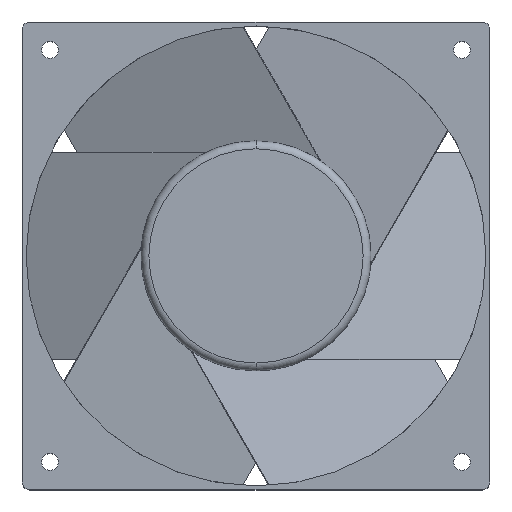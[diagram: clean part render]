
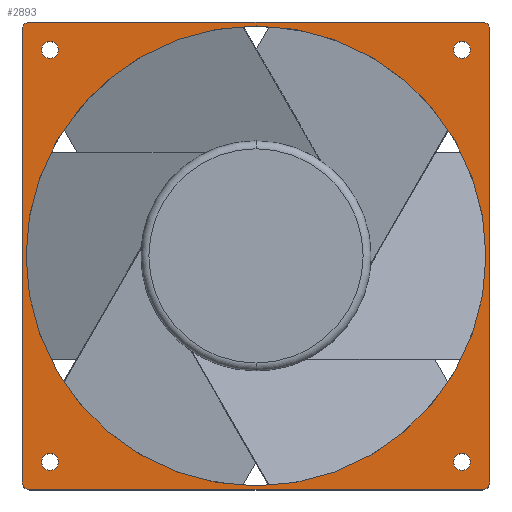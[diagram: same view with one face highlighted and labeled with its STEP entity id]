
A CAD part, top view. The second image highlights one B-rep face of the part: STEP entity #2893.
In plain terms, the highlighted planar face has unit normal (0, 0, 1).
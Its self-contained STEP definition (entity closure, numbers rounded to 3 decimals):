
#1010=DIRECTION('',(0.,-1.,0.));
#1011=VECTOR('',#1010,115.);
#1012=CARTESIAN_POINT('',(59.5,57.5,25.4));
#1013=LINE('',#1012,#1011);
#1014=CARTESIAN_POINT('',(57.5,-57.5,25.4));
#1015=DIRECTION('',(0.,0.,1.));
#1016=DIRECTION('',(0.,-1.,0.));
#1017=AXIS2_PLACEMENT_3D('',#1014,#1015,#1016);
#1019=DIRECTION('',(-1.,0.,0.));
#1020=VECTOR('',#1019,115.);
#1021=CARTESIAN_POINT('',(57.5,-59.5,25.4));
#1022=LINE('',#1021,#1020);
#1023=CARTESIAN_POINT('',(-57.5,-57.5,25.4));
#1024=DIRECTION('',(0.,0.,1.));
#1025=DIRECTION('',(-1.,0.,0.));
#1026=AXIS2_PLACEMENT_3D('',#1023,#1024,#1025);
#1028=DIRECTION('',(0.,1.,0.));
#1029=VECTOR('',#1028,115.);
#1030=CARTESIAN_POINT('',(-59.5,-57.5,25.4));
#1031=LINE('',#1030,#1029);
#1032=CARTESIAN_POINT('',(-57.5,57.5,25.4));
#1033=DIRECTION('',(0.,0.,1.));
#1034=DIRECTION('',(0.,1.,0.));
#1035=AXIS2_PLACEMENT_3D('',#1032,#1033,#1034);
#1037=DIRECTION('',(1.,0.,0.));
#1038=VECTOR('',#1037,115.);
#1039=CARTESIAN_POINT('',(-57.5,59.5,25.4));
#1040=LINE('',#1039,#1038);
#1041=CARTESIAN_POINT('',(57.5,57.5,25.4));
#1042=DIRECTION('',(0.,0.,1.));
#1043=DIRECTION('',(1.,0.,0.));
#1044=AXIS2_PLACEMENT_3D('',#1041,#1042,#1043);
#1046=CARTESIAN_POINT('',(0.,0.,25.4));
#1047=DIRECTION('',(0.,0.,-1.));
#1048=DIRECTION('',(1.,0.,0.));
#1049=AXIS2_PLACEMENT_3D('',#1046,#1047,#1048);
#1051=CARTESIAN_POINT('',(0.,0.,25.4));
#1052=DIRECTION('',(0.,0.,-1.));
#1053=DIRECTION('',(-1.,0.,0.));
#1054=AXIS2_PLACEMENT_3D('',#1051,#1052,#1053);
#1056=CARTESIAN_POINT('',(52.4,52.4,25.4));
#1057=DIRECTION('',(0.,0.,-1.));
#1058=DIRECTION('',(-1.,0.,0.));
#1059=AXIS2_PLACEMENT_3D('',#1056,#1057,#1058);
#1061=CARTESIAN_POINT('',(52.4,52.4,25.4));
#1062=DIRECTION('',(0.,0.,-1.));
#1063=DIRECTION('',(1.,0.,0.));
#1064=AXIS2_PLACEMENT_3D('',#1061,#1062,#1063);
#1066=CARTESIAN_POINT('',(-52.4,52.4,25.4));
#1067=DIRECTION('',(0.,0.,-1.));
#1068=DIRECTION('',(-1.,0.,0.));
#1069=AXIS2_PLACEMENT_3D('',#1066,#1067,#1068);
#1071=CARTESIAN_POINT('',(-52.4,52.4,25.4));
#1072=DIRECTION('',(0.,0.,-1.));
#1073=DIRECTION('',(1.,0.,0.));
#1074=AXIS2_PLACEMENT_3D('',#1071,#1072,#1073);
#1076=CARTESIAN_POINT('',(52.4,-52.4,25.4));
#1077=DIRECTION('',(0.,0.,-1.));
#1078=DIRECTION('',(-1.,0.,0.));
#1079=AXIS2_PLACEMENT_3D('',#1076,#1077,#1078);
#1081=CARTESIAN_POINT('',(52.4,-52.4,25.4));
#1082=DIRECTION('',(0.,0.,-1.));
#1083=DIRECTION('',(1.,0.,0.));
#1084=AXIS2_PLACEMENT_3D('',#1081,#1082,#1083);
#1086=CARTESIAN_POINT('',(-52.4,-52.4,25.4));
#1087=DIRECTION('',(0.,0.,-1.));
#1088=DIRECTION('',(-1.,0.,0.));
#1089=AXIS2_PLACEMENT_3D('',#1086,#1087,#1088);
#1091=CARTESIAN_POINT('',(-52.4,-52.4,25.4));
#1092=DIRECTION('',(0.,0.,-1.));
#1093=DIRECTION('',(1.,0.,0.));
#1094=AXIS2_PLACEMENT_3D('',#1091,#1092,#1093);
#1564=CARTESIAN_POINT('',(-57.5,59.5,25.4));
#1565=CARTESIAN_POINT('',(-59.5,57.5,25.4));
#1566=VERTEX_POINT('',#1564);
#1567=VERTEX_POINT('',#1565);
#1568=CARTESIAN_POINT('',(-59.5,-57.5,25.4));
#1569=CARTESIAN_POINT('',(-57.5,-59.5,25.4));
#1570=VERTEX_POINT('',#1568);
#1571=VERTEX_POINT('',#1569);
#1572=CARTESIAN_POINT('',(57.5,-59.5,25.4));
#1573=CARTESIAN_POINT('',(59.5,-57.5,25.4));
#1574=VERTEX_POINT('',#1572);
#1575=VERTEX_POINT('',#1573);
#1576=CARTESIAN_POINT('',(59.5,57.5,25.4));
#1577=CARTESIAN_POINT('',(57.5,59.5,25.4));
#1578=VERTEX_POINT('',#1576);
#1579=VERTEX_POINT('',#1577);
#1604=CARTESIAN_POINT('',(58.5,0.,25.4));
#1605=CARTESIAN_POINT('',(-58.5,0.,25.4));
#1606=VERTEX_POINT('',#1604);
#1607=VERTEX_POINT('',#1605);
#1835=CARTESIAN_POINT('',(50.25,52.4,25.4));
#1836=CARTESIAN_POINT('',(54.55,52.4,25.4));
#1837=VERTEX_POINT('',#1835);
#1838=VERTEX_POINT('',#1836);
#1843=CARTESIAN_POINT('',(-54.55,52.4,25.4));
#1844=CARTESIAN_POINT('',(-50.25,52.4,25.4));
#1845=VERTEX_POINT('',#1843);
#1846=VERTEX_POINT('',#1844);
#1851=CARTESIAN_POINT('',(50.25,-52.4,25.4));
#1852=CARTESIAN_POINT('',(54.55,-52.4,25.4));
#1853=VERTEX_POINT('',#1851);
#1854=VERTEX_POINT('',#1852);
#1859=CARTESIAN_POINT('',(-54.55,-52.4,25.4));
#1860=CARTESIAN_POINT('',(-50.25,-52.4,25.4));
#1861=VERTEX_POINT('',#1859);
#1862=VERTEX_POINT('',#1860);
#2842=CARTESIAN_POINT('',(0.,0.,25.4));
#2843=DIRECTION('',(0.,0.,1.));
#2844=DIRECTION('',(1.,0.,0.));
#2845=AXIS2_PLACEMENT_3D('',#2842,#2843,#2844);
#2846=PLANE('',#2845);
#2848=ORIENTED_EDGE('',*,*,#2847,.T.);
#2850=ORIENTED_EDGE('',*,*,#2849,.F.);
#2852=ORIENTED_EDGE('',*,*,#2851,.T.);
#2854=ORIENTED_EDGE('',*,*,#2853,.F.);
#2856=ORIENTED_EDGE('',*,*,#2855,.T.);
#2858=ORIENTED_EDGE('',*,*,#2857,.F.);
#2860=ORIENTED_EDGE('',*,*,#2859,.T.);
#2862=ORIENTED_EDGE('',*,*,#2861,.F.);
#2863=EDGE_LOOP('',(#2848,#2850,#2852,#2854,#2856,#2858,#2860,#2862));
#2864=FACE_OUTER_BOUND('',#2863,.F.);
#2865=ORIENTED_EDGE('',*,*,#2176,.F.);
#2866=ORIENTED_EDGE('',*,*,#2002,.F.);
#2867=EDGE_LOOP('',(#2865,#2866));
#2868=FACE_BOUND('',#2867,.F.);
#2870=ORIENTED_EDGE('',*,*,#2869,.F.);
#2872=ORIENTED_EDGE('',*,*,#2871,.F.);
#2873=EDGE_LOOP('',(#2870,#2872));
#2874=FACE_BOUND('',#2873,.F.);
#2876=ORIENTED_EDGE('',*,*,#2875,.F.);
#2878=ORIENTED_EDGE('',*,*,#2877,.F.);
#2879=EDGE_LOOP('',(#2876,#2878));
#2880=FACE_BOUND('',#2879,.F.);
#2882=ORIENTED_EDGE('',*,*,#2881,.F.);
#2884=ORIENTED_EDGE('',*,*,#2883,.F.);
#2885=EDGE_LOOP('',(#2882,#2884));
#2886=FACE_BOUND('',#2885,.F.);
#2888=ORIENTED_EDGE('',*,*,#2887,.F.);
#2890=ORIENTED_EDGE('',*,*,#2889,.F.);
#2891=EDGE_LOOP('',(#2888,#2890));
#2892=FACE_BOUND('',#2891,.F.);
#2893=ADVANCED_FACE('',(#2864,#2868,#2874,#2880,#2886,#2892),#2846,.T.);
#1018=CIRCLE('',#1017,2.);
#1027=CIRCLE('',#1026,2.);
#1036=CIRCLE('',#1035,2.);
#1045=CIRCLE('',#1044,2.);
#1050=CIRCLE('',#1049,58.5);
#1055=CIRCLE('',#1054,58.5);
#1060=CIRCLE('',#1059,2.15);
#1065=CIRCLE('',#1064,2.15);
#1070=CIRCLE('',#1069,2.15);
#1075=CIRCLE('',#1074,2.15);
#1080=CIRCLE('',#1079,2.15);
#1085=CIRCLE('',#1084,2.15);
#1090=CIRCLE('',#1089,2.15);
#1095=CIRCLE('',#1094,2.15);
#2002=EDGE_CURVE('',#1607,#1606,#1055,.T.);
#2176=EDGE_CURVE('',#1606,#1607,#1050,.T.);
#2847=EDGE_CURVE('',#1578,#1575,#1013,.T.);
#2849=EDGE_CURVE('',#1574,#1575,#1018,.T.);
#2851=EDGE_CURVE('',#1574,#1571,#1022,.T.);
#2853=EDGE_CURVE('',#1570,#1571,#1027,.T.);
#2855=EDGE_CURVE('',#1570,#1567,#1031,.T.);
#2857=EDGE_CURVE('',#1566,#1567,#1036,.T.);
#2859=EDGE_CURVE('',#1566,#1579,#1040,.T.);
#2861=EDGE_CURVE('',#1578,#1579,#1045,.T.);
#2869=EDGE_CURVE('',#1837,#1838,#1060,.T.);
#2871=EDGE_CURVE('',#1838,#1837,#1065,.T.);
#2875=EDGE_CURVE('',#1845,#1846,#1070,.T.);
#2877=EDGE_CURVE('',#1846,#1845,#1075,.T.);
#2881=EDGE_CURVE('',#1853,#1854,#1080,.T.);
#2883=EDGE_CURVE('',#1854,#1853,#1085,.T.);
#2887=EDGE_CURVE('',#1861,#1862,#1090,.T.);
#2889=EDGE_CURVE('',#1862,#1861,#1095,.T.);
